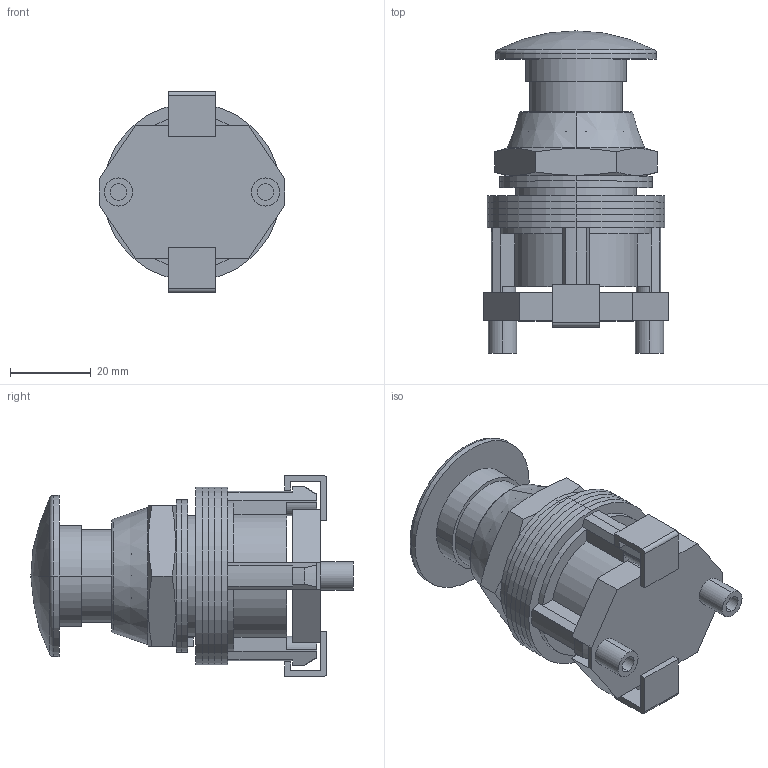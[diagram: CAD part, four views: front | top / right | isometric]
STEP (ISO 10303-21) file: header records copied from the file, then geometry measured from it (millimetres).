
FILE_DESCRIPTION (( 'STEP AP214' ), '1' );
FILE_NAME ('HT8AEH.step', '2018-06-29T15:16:19', ( '' ), ( '' ), 'SwSTEP 2.0', 'SolidWorks 2017', '' );
FILE_SCHEMA (( 'AUTOMOTIVE_DESIGN' ));
Length unit declared in the file: millimetre
Products named in the file (1): HT8AEH
Bounding box: 46 x 80 x 50 mm (x, y, z)
Volume: 47960.1 mm3; surface area: 34871.1 mm2
Topology: 11 solids, 11 shells, 220 faces, 527 edges, 343 vertices
Faces by surface type: plane 112, cylinder 89, cone 13, torus 4, sphere 2
Entity records: 6970 total; most frequent: CARTESIAN_POINT 1219, DIRECTION 1149, ORIENTED_EDGE 1054, EDGE_CURVE 527, AXIS2_PLACEMENT_3D 425, VERTEX_POINT 343, LINE 299, VECTOR 299
